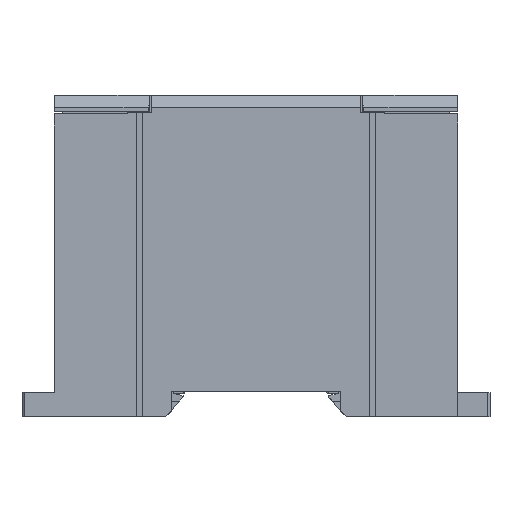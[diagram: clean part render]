
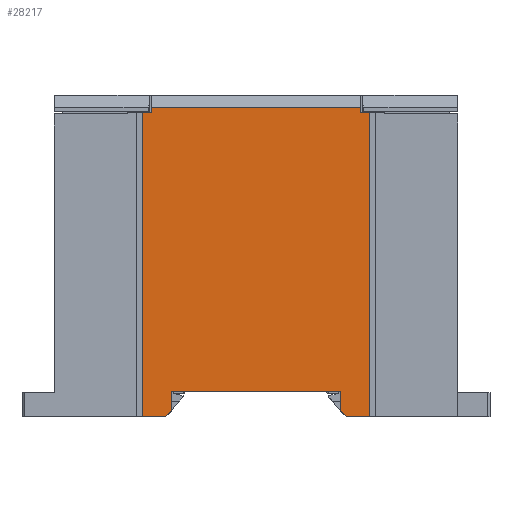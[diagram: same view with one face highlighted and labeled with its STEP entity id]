
A CAD part, left-side view. The second image highlights one B-rep face of the part: STEP entity #28217.
In plain terms, the highlighted planar face has unit normal (-1, 0, 0).
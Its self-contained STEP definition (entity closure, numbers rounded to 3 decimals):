
#1044 = LINE ( 'NONE', #22473, #58600 ) ;
#3055 = LINE ( 'NONE', #8125, #23270 ) ;
#3298 = LINE ( 'NONE', #100373, #42247 ) ;
#4131 = VECTOR ( 'NONE', #52826, 1000. ) ;
#6484 = VERTEX_POINT ( 'NONE', #6717 ) ;
#6717 = CARTESIAN_POINT ( 'NONE',  ( 0., 75.807, -3. ) ) ;
#7851 = CARTESIAN_POINT ( 'NONE',  ( 0., 29., -73.263 ) ) ;
#8125 = CARTESIAN_POINT ( 'NONE',  ( 0., 78.007, -79.633 ) ) ;
#9449 = CARTESIAN_POINT ( 'NONE',  ( 0., 75.807, -4.4 ) ) ;
#11332 = VECTOR ( 'NONE', #103918, 1000. ) ;
#11619 = VECTOR ( 'NONE', #126636, 1000. ) ;
#12096 = VECTOR ( 'NONE', #32262, 1000. ) ;
#12723 = CARTESIAN_POINT ( 'NONE',  ( 0., 24., -4.4 ) ) ;
#13091 = ORIENTED_EDGE ( 'NONE', *, *, #18098, .F. ) ;
#13355 = LINE ( 'NONE', #7851, #70855 ) ;
#13693 = EDGE_CURVE ( 'NONE', #46376, #87603, #13355, .T. ) ;
#16086 = FACE_OUTER_BOUND ( 'NONE', #84797, .T. ) ;
#16671 = CARTESIAN_POINT ( 'NONE',  ( 0., 21.8, -79.633 ) ) ;
#17523 = EDGE_CURVE ( 'NONE', #90919, #55636, #3298, .T. ) ;
#18098 = EDGE_CURVE ( 'NONE', #125396, #18397, #3055, .T. ) ;
#18397 = VERTEX_POINT ( 'NONE', #24968 ) ;
#18818 = EDGE_CURVE ( 'NONE', #46925, #81035, #58696, .T. ) ;
#19279 = EDGE_CURVE ( 'NONE', #90919, #122727, #119129, .T. ) ;
#21882 = PLANE ( 'NONE',  #87340 ) ;
#22296 = DIRECTION ( 'NONE',  ( 0., 0., 1. ) ) ;
#22473 = CARTESIAN_POINT ( 'NONE',  ( 0., 99.807, -79.633 ) ) ;
#23270 = VECTOR ( 'NONE', #78114, 1000. ) ;
#24302 = EDGE_CURVE ( 'NONE', #86824, #46376, #74467, .T. ) ;
#24608 = EDGE_CURVE ( 'NONE', #114550, #6484, #96046, .T. ) ;
#24968 = CARTESIAN_POINT ( 'NONE',  ( 0., 78.007, -4.4 ) ) ;
#25905 = ORIENTED_EDGE ( 'NONE', *, *, #95668, .F. ) ;
#26073 = ORIENTED_EDGE ( 'NONE', *, *, #72738, .F. ) ;
#27479 = ORIENTED_EDGE ( 'NONE', *, *, #51909, .F. ) ;
#27742 = ORIENTED_EDGE ( 'NONE', *, *, #99513, .F. ) ;
#28217 = ADVANCED_FACE ( 'NONE', ( #16086 ), #21882, .T. ) ;
#31666 = VECTOR ( 'NONE', #32457, 1000. ) ;
#32262 = DIRECTION ( 'NONE',  ( 0., 1., 0. ) ) ;
#32457 = DIRECTION ( 'NONE',  ( 0., 0., 1. ) ) ;
#33435 = VECTOR ( 'NONE', #101853, 1000. ) ;
#33569 = ORIENTED_EDGE ( 'NONE', *, *, #24608, .F. ) ;
#36558 = DIRECTION ( 'NONE',  ( 0., 0., 1. ) ) ;
#37165 = CARTESIAN_POINT ( 'NONE',  ( 0., 24., -4.4 ) ) ;
#37425 = ORIENTED_EDGE ( 'NONE', *, *, #13693, .F. ) ;
#38359 = CARTESIAN_POINT ( 'NONE',  ( 0., 75.807, -4.4 ) ) ;
#42247 = VECTOR ( 'NONE', #108685, 1000. ) ;
#43783 = ORIENTED_EDGE ( 'NONE', *, *, #73465, .F. ) ;
#46376 = VERTEX_POINT ( 'NONE', #99774 ) ;
#46925 = VERTEX_POINT ( 'NONE', #98911 ) ;
#48308 = CARTESIAN_POINT ( 'NONE',  ( 0., 78.007, -79.633 ) ) ;
#48624 = DIRECTION ( 'NONE',  ( 0., 0., 1. ) ) ;
#51301 = CARTESIAN_POINT ( 'NONE',  ( 0., 72.307, -79.633 ) ) ;
#51886 = CARTESIAN_POINT ( 'NONE',  ( 0., 0., 0. ) ) ;
#51909 = EDGE_CURVE ( 'NONE', #18397, #114550, #96950, .T. ) ;
#52826 = DIRECTION ( 'NONE',  ( 0., 0.707, -0.707 ) ) ;
#53938 = CARTESIAN_POINT ( 'NONE',  ( 0., 29., -78.133 ) ) ;
#54284 = VECTOR ( 'NONE', #123539, 1000. ) ;
#54872 = VECTOR ( 'NONE', #77413, 1000. ) ;
#55636 = VERTEX_POINT ( 'NONE', #71096 ) ;
#56841 = ORIENTED_EDGE ( 'NONE', *, *, #115361, .T. ) ;
#57450 = CARTESIAN_POINT ( 'NONE',  ( 0., 70.807, -73.263 ) ) ;
#57452 = CARTESIAN_POINT ( 'NONE',  ( 0., 70.807, -73.263 ) ) ;
#58111 = VECTOR ( 'NONE', #79911, 1000. ) ;
#58600 = VECTOR ( 'NONE', #100737, 1000. ) ;
#58696 = LINE ( 'NONE', #82382, #4131 ) ;
#61260 = VERTEX_POINT ( 'NONE', #16671 ) ;
#61663 = CARTESIAN_POINT ( 'NONE',  ( 0., 21.8, -79.633 ) ) ;
#61899 = CARTESIAN_POINT ( 'NONE',  ( 0., 75.807, -3. ) ) ;
#61922 = DIRECTION ( 'NONE',  ( -1., 0., 0. ) ) ;
#62730 = CARTESIAN_POINT ( 'NONE',  ( 0., 21.8, -4.4 ) ) ;
#64393 = LINE ( 'NONE', #70378, #58111 ) ;
#64410 = CARTESIAN_POINT ( 'NONE',  ( 0., 75.807, -4.4 ) ) ;
#64616 = ORIENTED_EDGE ( 'NONE', *, *, #24302, .F. ) ;
#64623 = LINE ( 'NONE', #67484, #11619 ) ;
#67484 = CARTESIAN_POINT ( 'NONE',  ( 0., 27.5, -79.633 ) ) ;
#70378 = CARTESIAN_POINT ( 'NONE',  ( 0., 70.807, -78.133 ) ) ;
#70855 = VECTOR ( 'NONE', #36558, 1000. ) ;
#71096 = CARTESIAN_POINT ( 'NONE',  ( 0., 24., -3. ) ) ;
#72265 = ORIENTED_EDGE ( 'NONE', *, *, #76314, .T. ) ;
#72738 = EDGE_CURVE ( 'NONE', #81035, #125396, #1044, .T. ) ;
#73395 = ORIENTED_EDGE ( 'NONE', *, *, #18818, .F. ) ;
#73465 = EDGE_CURVE ( 'NONE', #101890, #46925, #64393, .T. ) ;
#74467 = LINE ( 'NONE', #53938, #54284 ) ;
#76314 = EDGE_CURVE ( 'NONE', #55636, #6484, #110081, .T. ) ;
#77413 = DIRECTION ( 'NONE',  ( 0., 1., 0. ) ) ;
#78114 = DIRECTION ( 'NONE',  ( 0., 0., 1. ) ) ;
#79911 = DIRECTION ( 'NONE',  ( 0., 0., -1. ) ) ;
#81035 = VERTEX_POINT ( 'NONE', #51301 ) ;
#81676 = ORIENTED_EDGE ( 'NONE', *, *, #19279, .F. ) ;
#82382 = CARTESIAN_POINT ( 'NONE',  ( 0., 72.307, -79.633 ) ) ;
#84797 = EDGE_LOOP ( 'NONE', ( #110007, #72265, #33569, #27479, #13091, #26073, #73395, #43783, #27742, #37425, #64616, #25905, #56841, #81676 ) ) ;
#86824 = VERTEX_POINT ( 'NONE', #102768 ) ;
#87340 = AXIS2_PLACEMENT_3D ( 'NONE', #51886, #61922, #22296 ) ;
#87603 = VERTEX_POINT ( 'NONE', #127676 ) ;
#87735 = LINE ( 'NONE', #61663, #31666 ) ;
#90919 = VERTEX_POINT ( 'NONE', #37165 ) ;
#93800 = LINE ( 'NONE', #57452, #54872 ) ;
#95668 = EDGE_CURVE ( 'NONE', #61260, #86824, #64623, .T. ) ;
#96046 = LINE ( 'NONE', #9449, #111654 ) ;
#96950 = LINE ( 'NONE', #64410, #11332 ) ;
#98911 = CARTESIAN_POINT ( 'NONE',  ( 0., 70.807, -78.133 ) ) ;
#99513 = EDGE_CURVE ( 'NONE', #87603, #101890, #93800, .T. ) ;
#99774 = CARTESIAN_POINT ( 'NONE',  ( 0., 29., -78.133 ) ) ;
#100373 = CARTESIAN_POINT ( 'NONE',  ( 0., 24., -4.4 ) ) ;
#100737 = DIRECTION ( 'NONE',  ( 0., 1., 0. ) ) ;
#101853 = DIRECTION ( 'NONE',  ( 0., -1., 0. ) ) ;
#101890 = VERTEX_POINT ( 'NONE', #57450 ) ;
#102768 = CARTESIAN_POINT ( 'NONE',  ( 0., 27.5, -79.633 ) ) ;
#103918 = DIRECTION ( 'NONE',  ( 0., -1., 0. ) ) ;
#108685 = DIRECTION ( 'NONE',  ( 0., 0., 1. ) ) ;
#110007 = ORIENTED_EDGE ( 'NONE', *, *, #17523, .T. ) ;
#110081 = LINE ( 'NONE', #61899, #12096 ) ;
#111654 = VECTOR ( 'NONE', #48624, 1000. ) ;
#114550 = VERTEX_POINT ( 'NONE', #38359 ) ;
#115361 = EDGE_CURVE ( 'NONE', #61260, #122727, #87735, .T. ) ;
#119129 = LINE ( 'NONE', #12723, #33435 ) ;
#122727 = VERTEX_POINT ( 'NONE', #62730 ) ;
#123539 = DIRECTION ( 'NONE',  ( 0., 0.707, 0.707 ) ) ;
#125396 = VERTEX_POINT ( 'NONE', #48308 ) ;
#126636 = DIRECTION ( 'NONE',  ( 0., 1., 0. ) ) ;
#127676 = CARTESIAN_POINT ( 'NONE',  ( 0., 29., -73.263 ) ) ;
